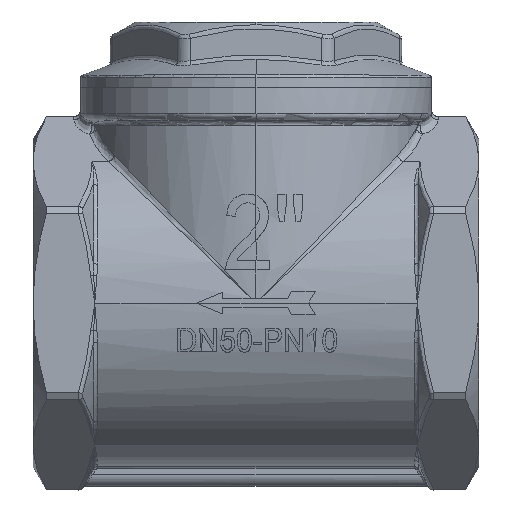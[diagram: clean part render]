
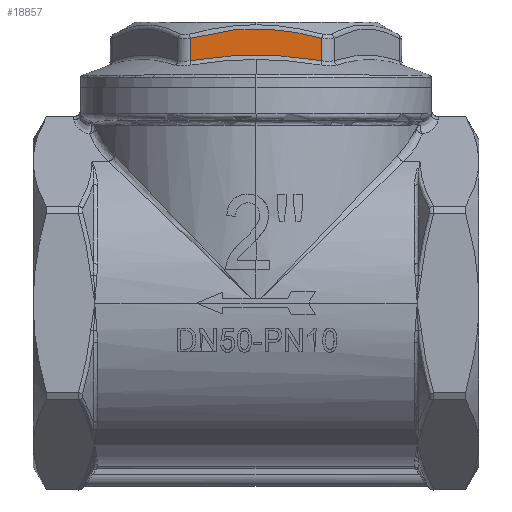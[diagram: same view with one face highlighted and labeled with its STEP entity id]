
A CAD part, top view. The second image highlights one B-rep face of the part: STEP entity #18857.
In plain terms, the highlighted planar face has unit normal (0, 0, 1).
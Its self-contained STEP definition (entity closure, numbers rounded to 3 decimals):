
#125 = VERTEX_POINT ( 'NONE', #19505 ) ;
#300 = EDGE_CURVE ( 'NONE', #125, #3757, #7616, .T. ) ;
#308 = CARTESIAN_POINT ( 'NONE',  ( 1.137, 52.34, 27. ) ) ;
#874 = CARTESIAN_POINT ( 'NONE',  ( -13.856, 52.726, 27. ) ) ;
#884 = CARTESIAN_POINT ( 'NONE',  ( 6.855, 52.039, 27. ) ) ;
#2175 = ORIENTED_EDGE ( 'NONE', *, *, #9089, .T. ) ;
#2355 = DIRECTION ( 'NONE',  ( 0., 0., 1. ) ) ;
#2872 = CARTESIAN_POINT ( 'NONE',  ( -7.415, 51.989, 27. ) ) ;
#2984 = CARTESIAN_POINT ( 'NONE',  ( 2.856, 52.302, 27. ) ) ;
#3393 = EDGE_LOOP ( 'NONE', ( #2175, #5667, #6752, #31758 ) ) ;
#3757 = VERTEX_POINT ( 'NONE', #9591 ) ;
#4472 = B_SPLINE_CURVE_WITH_KNOTS ( 'NONE', 3,
 ( #23080, #17886, #10033, #31042, #31395, #26051, #28719, #34040, #23431, #12565, #28374, #31161 ),
 .UNSPECIFIED., .F., .F.,
 ( 4, 2, 2, 2, 2, 4 ),
 ( 0., 0.25, 0.5, 0.625, 0.75, 1. ),
 .UNSPECIFIED. ) ;
#5509 = CARTESIAN_POINT ( 'NONE',  ( -6.998, 52.026, 27. ) ) ;
#5667 = ORIENTED_EDGE ( 'NONE', *, *, #300, .T. ) ;
#6201 = CARTESIAN_POINT ( 'NONE',  ( 6.416, 52.076, 27. ) ) ;
#6752 = ORIENTED_EDGE ( 'NONE', *, *, #30783, .T. ) ;
#7616 = B_SPLINE_CURVE_WITH_KNOTS ( 'NONE', 3,
 ( #12781, #28696, #26601, #13685, #18660, #2872, #16243, #29494, #5509, #10810, #13461, #16128, #308, #2984, #21430, #19240, #6201, #29838, #32499, #884, #16912, #16689, #8945, #13813 ),
 .UNSPECIFIED., .F., .F.,
 ( 4, 1, 1, 1, 1, 1, 2, 2, 2, 1, 1, 1, 1, 1, 2, 2, 4 ),
 ( 0., 0.125, 0.187, 0.219, 0.234, 0.242, 0.246, 0.25, 0.5, 0.625, 0.688, 0.719, 0.734, 0.742, 0.746, 0.75, 1. ),
 .UNSPECIFIED. ) ;
#8945 = CARTESIAN_POINT ( 'NONE',  ( 11.455, 51.548, 27. ) ) ;
#9089 = EDGE_CURVE ( 'NONE', #10544, #125, #25452, .T. ) ;
#9554 = EDGE_CURVE ( 'NONE', #10544, #14329, #4472, .T. ) ;
#9591 = CARTESIAN_POINT ( 'NONE',  ( 13.856, 51.16, 27. ) ) ;
#10033 = CARTESIAN_POINT ( 'NONE',  ( -9.307, 56.976, 27. ) ) ;
#10544 = VERTEX_POINT ( 'NONE', #34020 ) ;
#10578 = CARTESIAN_POINT ( 'NONE',  ( 13.856, 55.858, 27. ) ) ;
#10632 = AXIS2_PLACEMENT_3D ( 'NONE', #33491, #2355, #31303 ) ;
#10810 = CARTESIAN_POINT ( 'NONE',  ( -6.965, 52.029, 27. ) ) ;
#12565 = CARTESIAN_POINT ( 'NONE',  ( 9.294, 56.979, 27. ) ) ;
#12781 = CARTESIAN_POINT ( 'NONE',  ( -13.856, 51.16, 27. ) ) ;
#12852 = CARTESIAN_POINT ( 'NONE',  ( 13.856, 52.726, 27. ) ) ;
#12971 = CARTESIAN_POINT ( 'NONE',  ( 13.856, 51.16, 27. ) ) ;
#13461 = CARTESIAN_POINT ( 'NONE',  ( -4.585, 52.237, 27. ) ) ;
#13685 = CARTESIAN_POINT ( 'NONE',  ( -8.889, 51.842, 27. ) ) ;
#13813 = CARTESIAN_POINT ( 'NONE',  ( 13.856, 51.16, 27. ) ) ;
#14021 = CARTESIAN_POINT ( 'NONE',  ( -13.856, 54.292, 27. ) ) ;
#14329 = VERTEX_POINT ( 'NONE', #10578 ) ;
#16128 = CARTESIAN_POINT ( 'NONE',  ( -2.275, 52.34, 27. ) ) ;
#16243 = CARTESIAN_POINT ( 'NONE',  ( -7.171, 52.011, 27. ) ) ;
#16689 = CARTESIAN_POINT ( 'NONE',  ( 9.145, 51.839, 27. ) ) ;
#16912 = CARTESIAN_POINT ( 'NONE',  ( 6.894, 52.036, 27. ) ) ;
#17886 = CARTESIAN_POINT ( 'NONE',  ( -11.589, 56.474, 27. ) ) ;
#17914 = PLANE ( 'NONE',  #10632 ) ;
#18660 = CARTESIAN_POINT ( 'NONE',  ( -7.903, 51.942, 27. ) ) ;
#18857 = ADVANCED_FACE ( 'NONE', ( #22284 ), #17914, .T. ) ;
#19240 = CARTESIAN_POINT ( 'NONE',  ( 5.905, 52.117, 27. ) ) ;
#19505 = CARTESIAN_POINT ( 'NONE',  ( -13.856, 51.16, 27. ) ) ;
#20940 = CARTESIAN_POINT ( 'NONE',  ( 13.856, 54.292, 27. ) ) ;
#21430 = CARTESIAN_POINT ( 'NONE',  ( 4.885, 52.189, 27. ) ) ;
#22284 = FACE_OUTER_BOUND ( 'NONE', #3393, .T. ) ;
#22546 = B_SPLINE_CURVE_WITH_KNOTS ( 'NONE', 3,
 ( #12971, #12852, #20940, #23588 ),
 .UNSPECIFIED., .F., .F.,
 ( 4, 4 ),
 ( 0., 1. ),
 .UNSPECIFIED. ) ;
#23080 = CARTESIAN_POINT ( 'NONE',  ( -13.856, 55.858, 27. ) ) ;
#23431 = CARTESIAN_POINT ( 'NONE',  ( 5.82, 57.499, 27. ) ) ;
#23588 = CARTESIAN_POINT ( 'NONE',  ( 13.856, 55.858, 27. ) ) ;
#25452 = B_SPLINE_CURVE_WITH_KNOTS ( 'NONE', 3,
 ( #27052, #14021, #874, #32601 ),
 .UNSPECIFIED., .F., .F.,
 ( 4, 4 ),
 ( 0., 1. ),
 .UNSPECIFIED. ) ;
#26051 = CARTESIAN_POINT ( 'NONE',  ( 1.13, 57.858, 27. ) ) ;
#26601 = CARTESIAN_POINT ( 'NONE',  ( -10.889, 51.609, 27. ) ) ;
#27052 = CARTESIAN_POINT ( 'NONE',  ( -13.856, 55.858, 27. ) ) ;
#28374 = CARTESIAN_POINT ( 'NONE',  ( 11.585, 56.475, 27. ) ) ;
#28696 = CARTESIAN_POINT ( 'NONE',  ( -12.656, 51.354, 27. ) ) ;
#28719 = CARTESIAN_POINT ( 'NONE',  ( 2.312, 57.812, 27. ) ) ;
#29494 = CARTESIAN_POINT ( 'NONE',  ( -7.067, 52.02, 27. ) ) ;
#29838 = CARTESIAN_POINT ( 'NONE',  ( 6.672, 52.055, 27. ) ) ;
#30783 = EDGE_CURVE ( 'NONE', #3757, #14329, #22546, .T. ) ;
#31042 = CARTESIAN_POINT ( 'NONE',  ( -4.705, 57.667, 27. ) ) ;
#31161 = CARTESIAN_POINT ( 'NONE',  ( 13.856, 55.858, 27. ) ) ;
#31303 = DIRECTION ( 'NONE',  ( 1., 0., 0. ) ) ;
#31395 = CARTESIAN_POINT ( 'NONE',  ( -2.385, 57.854, 27. ) ) ;
#31758 = ORIENTED_EDGE ( 'NONE', *, *, #9554, .F. ) ;
#32499 = CARTESIAN_POINT ( 'NONE',  ( 6.782, 52.045, 27. ) ) ;
#32601 = CARTESIAN_POINT ( 'NONE',  ( -13.856, 51.16, 27. ) ) ;
#33491 = CARTESIAN_POINT ( 'NONE',  ( -13.856, 38.999, 27. ) ) ;
#34020 = CARTESIAN_POINT ( 'NONE',  ( -13.856, 55.858, 27. ) ) ;
#34040 = CARTESIAN_POINT ( 'NONE',  ( 4.655, 57.633, 27. ) ) ;
